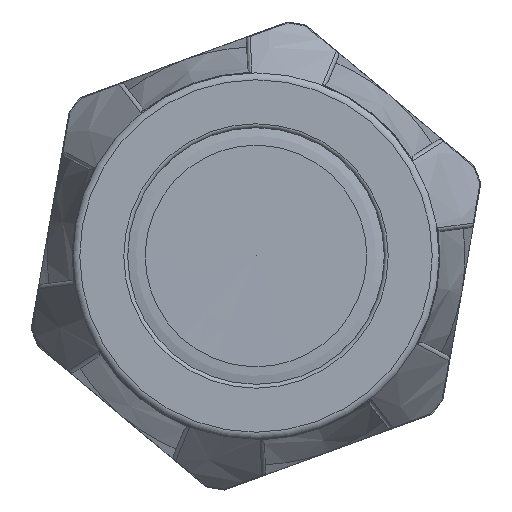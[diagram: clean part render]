
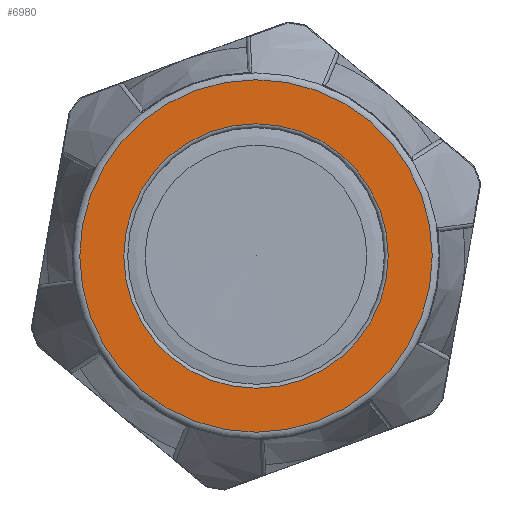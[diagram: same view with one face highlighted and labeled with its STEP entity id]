
A CAD part, left-side view. The second image highlights one B-rep face of the part: STEP entity #6980.
In plain terms, the highlighted planar face has unit normal (-1, 0, 0).
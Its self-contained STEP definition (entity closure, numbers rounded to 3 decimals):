
#339=FACE_BOUND('',#2203,.T.);
#1374=PLANE('',#7831);
#1764=FACE_OUTER_BOUND('',#2202,.T.);
#2202=EDGE_LOOP('',(#6520));
#2203=EDGE_LOOP('',(#6521));
#2660=CIRCLE('',#7830,16.775);
#2661=CIRCLE('',#7832,22.357);
#3508=VERTEX_POINT('',#17599);
#3509=VERTEX_POINT('',#17602);
#4518=EDGE_CURVE('',#3508,#3508,#2660,.T.);
#4519=EDGE_CURVE('',#3509,#3509,#2661,.T.);
#6520=ORIENTED_EDGE('',*,*,#4519,.F.);
#6521=ORIENTED_EDGE('',*,*,#4518,.T.);
#6980=ADVANCED_FACE('',(#1764,#339),#1374,.T.);
#7830=AXIS2_PLACEMENT_3D('',#17600,#9799,#9800);
#7831=AXIS2_PLACEMENT_3D('',#17601,#9801,#9802);
#7832=AXIS2_PLACEMENT_3D('',#17603,#9803,#9804);
#9799=DIRECTION('center_axis',(1.,0.,0.));
#9800=DIRECTION('ref_axis',(0.,0.,-1.));
#9801=DIRECTION('center_axis',(-1.,0.,0.));
#9802=DIRECTION('ref_axis',(0.,0.,1.));
#9803=DIRECTION('center_axis',(1.,0.,0.));
#9804=DIRECTION('ref_axis',(0.,0.,-1.));
#17599=CARTESIAN_POINT('',(-37.61,16.775,0.));
#17600=CARTESIAN_POINT('Origin',(-37.61,0.,0.));
#17601=CARTESIAN_POINT('Origin',(-37.61,22.357,0.));
#17602=CARTESIAN_POINT('',(-37.61,22.357,0.));
#17603=CARTESIAN_POINT('Origin',(-37.61,0.,0.));
